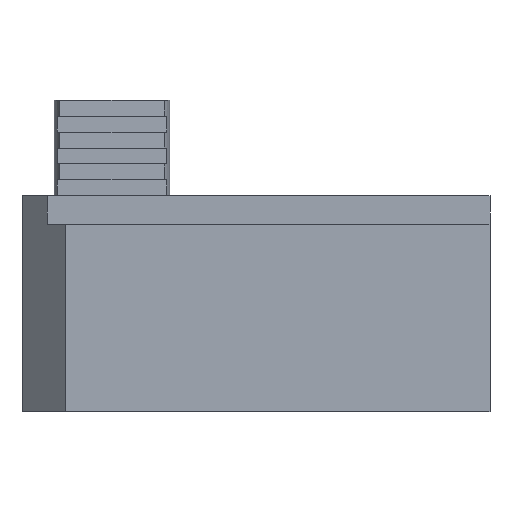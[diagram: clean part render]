
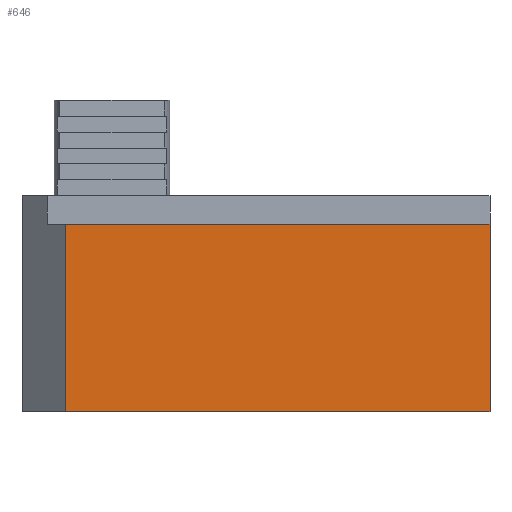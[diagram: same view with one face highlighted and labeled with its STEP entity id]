
A CAD part, front view. The second image highlights one B-rep face of the part: STEP entity #646.
In plain terms, the highlighted planar face has unit normal (0, -1, 0).
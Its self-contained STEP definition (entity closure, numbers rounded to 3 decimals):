
#380=VERTEX_POINT('',#1012);
#390=EDGE_CURVE('',#380,#792,#1022,.T.);
#564=VERTEX_POINT('',#1209);
#646=ADVANCED_FACE('',(#1299),#1300,.T.);
#668=VERTEX_POINT('',#1323);
#760=EDGE_CURVE('',#564,#668,#1422,.T.);
#782=EDGE_CURVE('',#564,#792,#1448,.T.);
#792=VERTEX_POINT('',#1458);
#832=EDGE_CURVE('',#668,#380,#1504,.T.);
#1012=CARTESIAN_POINT('',(52.5,-15.0,26.0));
#1022=LINE('',#1722,#1723);
#1209=CARTESIAN_POINT('',(-6.5,-15.0,0.0));
#1299=FACE_OUTER_BOUND('',#2114,.T.);
#1300=PLANE('',#2115);
#1323=CARTESIAN_POINT('',(52.5,-15.0,0.0));
#1422=LINE('',#2277,#2278);
#1448=LINE('',#2311,#2312);
#1458=CARTESIAN_POINT('',(-6.5,-15.0,26.0));
#1504=LINE('',#2392,#2393);
#1722=CARTESIAN_POINT('',(20.0,-15.0,26.0));
#1723=VECTOR('',#2621,1.0);
#2114=EDGE_LOOP('',(#2897,#2898,#2899,#2900));
#2115=AXIS2_PLACEMENT_3D('',#2901,#2902,#2903);
#2277=CARTESIAN_POINT('',(-6.5,-15.0,0.0));
#2278=VECTOR('',#3037,1.0);
#2311=CARTESIAN_POINT('',(-6.5,-15.0,0.0));
#2312=VECTOR('',#3077,1.0);
#2392=CARTESIAN_POINT('',(52.5,-15.0,0.0));
#2393=VECTOR('',#3146,1.0);
#2621=DIRECTION('',(-1.0,0.0,0.0));
#2897=ORIENTED_EDGE('',*,*,#390,.T.);
#2898=ORIENTED_EDGE('',*,*,#782,.F.);
#2899=ORIENTED_EDGE('',*,*,#760,.T.);
#2900=ORIENTED_EDGE('',*,*,#832,.T.);
#2901=CARTESIAN_POINT('',(52.5,-15.0,0.0));
#2902=DIRECTION('',(0.0,-1.0,0.0));
#2903=DIRECTION('',(0.0,0.0,-1.0));
#3037=DIRECTION('',(1.0,0.0,0.0));
#3077=DIRECTION('',(0.0,0.0,1.0));
#3146=DIRECTION('',(0.0,0.0,1.0));
